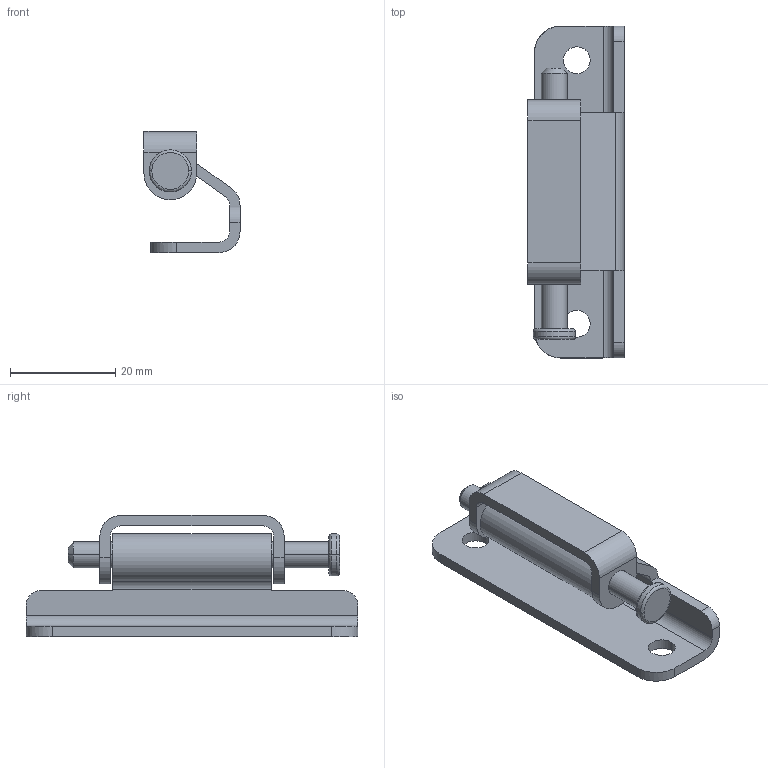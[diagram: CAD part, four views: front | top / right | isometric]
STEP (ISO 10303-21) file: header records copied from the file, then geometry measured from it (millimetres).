
FILE_DESCRIPTION(/* description */ (''),/* implementation_level */ '2;1');
FILE_NAME(/* name */ 'JL038',/* time_stamp */ '2024-09-05T12:06:26+08:00',/* author */ (''),/* organization */ (''),/* preprocessor_version */ 'ST-DEVELOPER v19.2',/* originating_system */ 'Rhino 8.5',/* authorisation */ '');
FILE_SCHEMA (('CONFIG_CONTROL_DESIGN'));
Length unit declared in the file: millimetre
Products named in the file (1): Document
Bounding box: 18.24 x 63 x 23 mm (x, y, z)
Volume: 6643.1 mm3; surface area: 7348.2 mm2
Topology: 3 solids, 3 shells, 61 faces, 156 edges, 102 vertices
Faces by surface type: cylinder 30, plane 25, bspline 6
Entity records: 2117 total; most frequent: CARTESIAN_POINT 689, ORIENTED_EDGE 312, DIRECTION 191, EDGE_CURVE 156, AXIS2_PLACEMENT_3D 123, VERTEX_POINT 102, EDGE_LOOP 70, TRIMMED_CURVE 66
